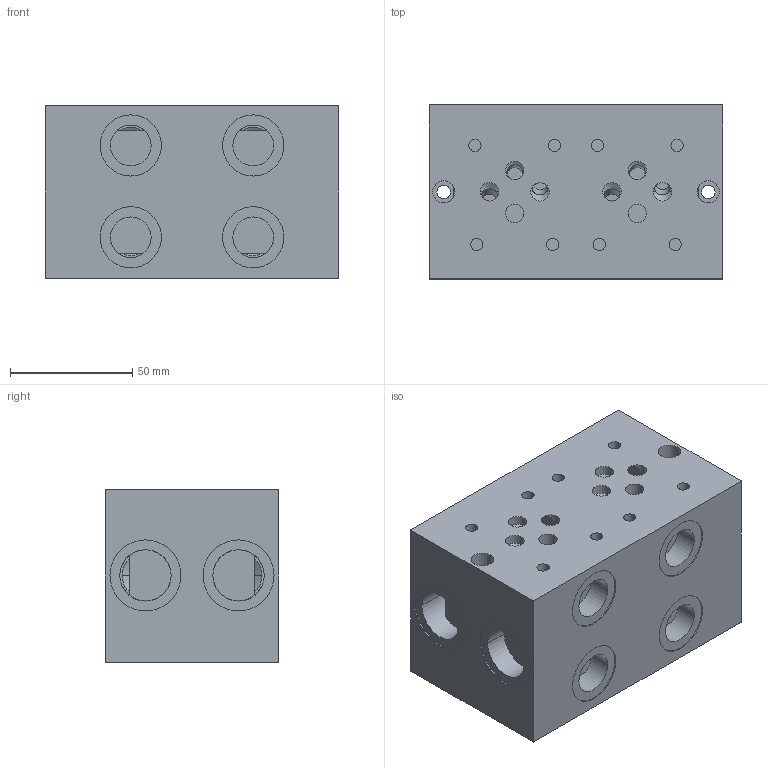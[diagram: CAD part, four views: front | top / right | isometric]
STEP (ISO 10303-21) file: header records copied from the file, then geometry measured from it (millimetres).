
FILE_DESCRIPTION( ( 'STEP AP214' ), '1' );
FILE_NAME( 'tmp0.step', '2009-07-23T12:30:32', ( ' ' ), ( ' ' ), 'XStep 1.0', ' ', ' ' );
FILE_SCHEMA( ( 'automotive_design' ) );
Length unit declared in the file: millimetre
Products named in the file (1): 1
Bounding box: 120 x 71 x 70.5 mm (x, y, z)
Volume: 562197.4 mm3; surface area: 58066.7 mm2
Topology: 1 solids, 1 shells, 230 faces, 564 edges, 366 vertices
Faces by surface type: cylinder 116, plane 76, cone 38
Entity records: 13695 total; most frequent: CARTESIAN_POINT 1689, DIRECTION 1222, STYLED_ITEM 1153, PRESENTATION_STYLE_ASSIGNMENT 1153, COLOUR_RGB 1153, ORIENTED_EDGE 1112, EDGE_CURVE 556, CURVE_STYLE 556
